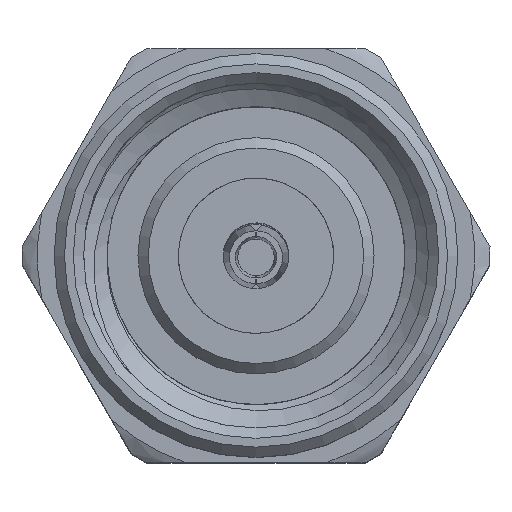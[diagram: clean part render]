
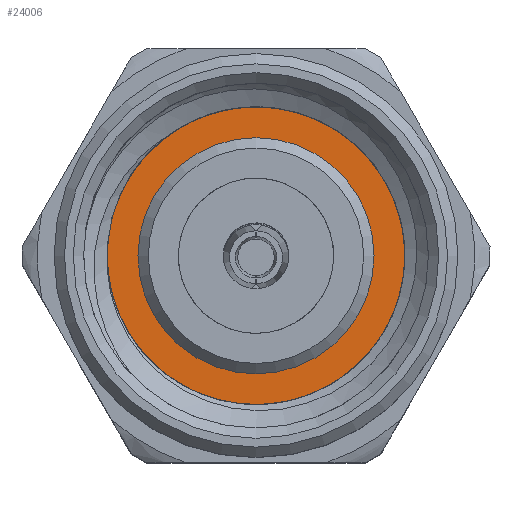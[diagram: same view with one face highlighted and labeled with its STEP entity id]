
A CAD part, top view. The second image highlights one B-rep face of the part: STEP entity #24006.
In plain terms, the highlighted face is planar.
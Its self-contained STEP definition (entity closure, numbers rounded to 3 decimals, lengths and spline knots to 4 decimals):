
#5101=PLANE('',#24675);
#12252=ORIENTED_EDGE('',*,*,#15985,.T.);
#12253=ORIENTED_EDGE('',*,*,#15987,.F.);
#15985=EDGE_CURVE('',#17899,#17899,#18076,.T.);
#15987=EDGE_CURVE('',#17901,#17901,#18078,.T.);
#17899=VERTEX_POINT('',#84088);
#17901=VERTEX_POINT('',#84093);
#18076=CIRCLE('',#24670,2.25);
#18078=CIRCLE('',#24673,3.);
#19929=EDGE_LOOP('',(#12252));
#19930=EDGE_LOOP('',(#12253));
#21815=FACE_BOUND('',#19929,.T.);
#21816=FACE_BOUND('',#19930,.T.);
#24006=ADVANCED_FACE('',(#21815,#21816),#5101,.F.);
#24670=AXIS2_PLACEMENT_3D('',#84087,#25878,#25879);
#24673=AXIS2_PLACEMENT_3D('',#84092,#25884,#25885);
#24675=AXIS2_PLACEMENT_3D('',#84095,#25888,#25889);
#25878=DIRECTION('',(0.,1.,0.));
#25879=DIRECTION('',(1.,0.,0.));
#25884=DIRECTION('',(0.,1.,0.));
#25885=DIRECTION('',(1.,0.,0.));
#25888=DIRECTION('',(0.,1.,0.));
#25889=DIRECTION('',(0.,0.,1.));
#84087=CARTESIAN_POINT('',(0.,0.,0.));
#84088=CARTESIAN_POINT('',(2.25,0.,0.));
#84092=CARTESIAN_POINT('',(0.,0.,0.));
#84093=CARTESIAN_POINT('',(3.,0.,0.));
#84095=CARTESIAN_POINT('',(0.,0.,0.));
